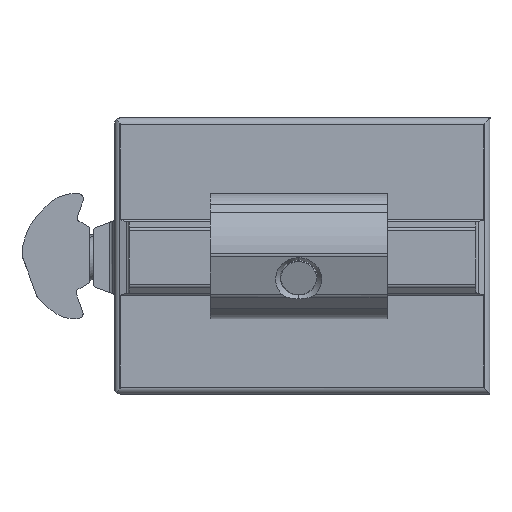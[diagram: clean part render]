
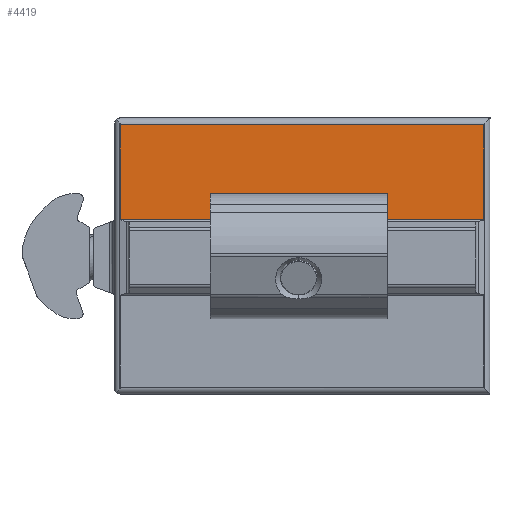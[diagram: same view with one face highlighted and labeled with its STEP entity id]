
A CAD part, front view. The second image highlights one B-rep face of the part: STEP entity #4419.
In plain terms, the highlighted planar face has unit normal (0, -1, 0).
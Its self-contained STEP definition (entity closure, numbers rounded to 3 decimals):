
#326 = EDGE_CURVE ( 'NONE', #4221, #3363, #4424, .T. ) ;
#626 = DIRECTION ( 'NONE',  ( 0., 0., 1. ) ) ;
#699 = ORIENTED_EDGE ( 'NONE', *, *, #2592, .F. ) ;
#929 = DIRECTION ( 'NONE',  ( 0., 0., 1. ) ) ;
#974 = CARTESIAN_POINT ( 'NONE',  ( -3.5, 0., -14.335 ) ) ;
#1369 = VECTOR ( 'NONE', #1649, 1000. ) ;
#1418 = PLANE ( 'NONE',  #5246 ) ;
#1619 = CARTESIAN_POINT ( 'NONE',  ( 0.868, 0., -14.335 ) ) ;
#1649 = DIRECTION ( 'NONE',  ( 0., 0., -1. ) ) ;
#1773 = ORIENTED_EDGE ( 'NONE', *, *, #326, .T. ) ;
#2107 = VECTOR ( 'NONE', #626, 1000. ) ;
#2114 = VECTOR ( 'NONE', #3684, 1000. ) ;
#2557 = VERTEX_POINT ( 'NONE', #2754 ) ;
#2592 = EDGE_CURVE ( 'NONE', #6038, #2557, #5391, .T. ) ;
#2632 = CARTESIAN_POINT ( 'NONE',  ( 0.868, 0., -39. ) ) ;
#2754 = CARTESIAN_POINT ( 'NONE',  ( 52.132, 0., -1. ) ) ;
#3129 = VECTOR ( 'NONE', #5219, 1000. ) ;
#3363 = VERTEX_POINT ( 'NONE', #4553 ) ;
#3684 = DIRECTION ( 'NONE',  ( 1., 0., 0. ) ) ;
#3711 = EDGE_CURVE ( 'NONE', #6038, #4221, #4062, .T. ) ;
#3745 = FACE_OUTER_BOUND ( 'NONE', #5423, .T. ) ;
#3811 = CARTESIAN_POINT ( 'NONE',  ( -3.5, 0., -14.335 ) ) ;
#4062 = LINE ( 'NONE', #2632, #1369 ) ;
#4215 = ORIENTED_EDGE ( 'NONE', *, *, #6046, .T. ) ;
#4221 = VERTEX_POINT ( 'NONE', #1619 ) ;
#4279 = ORIENTED_EDGE ( 'NONE', *, *, #3711, .T. ) ;
#4419 = ADVANCED_FACE ( 'NONE', ( #3745 ), #1418, .F. ) ;
#4424 = LINE ( 'NONE', #974, #3129 ) ;
#4553 = CARTESIAN_POINT ( 'NONE',  ( 52.132, 0., -14.335 ) ) ;
#4823 = DIRECTION ( 'NONE',  ( 0., 1., 0. ) ) ;
#5219 = DIRECTION ( 'NONE',  ( 1., 0., 0. ) ) ;
#5225 = CARTESIAN_POINT ( 'NONE',  ( -3.5, 0., -1. ) ) ;
#5246 = AXIS2_PLACEMENT_3D ( 'NONE', #3811, #4823, #929 ) ;
#5337 = CARTESIAN_POINT ( 'NONE',  ( 0.868, 0., -1. ) ) ;
#5382 = LINE ( 'NONE', #5513, #2107 ) ;
#5391 = LINE ( 'NONE', #5225, #2114 ) ;
#5423 = EDGE_LOOP ( 'NONE', ( #4279, #1773, #4215, #699 ) ) ;
#5513 = CARTESIAN_POINT ( 'NONE',  ( 52.132, 0., -39. ) ) ;
#6038 = VERTEX_POINT ( 'NONE', #5337 ) ;
#6046 = EDGE_CURVE ( 'NONE', #3363, #2557, #5382, .T. ) ;
